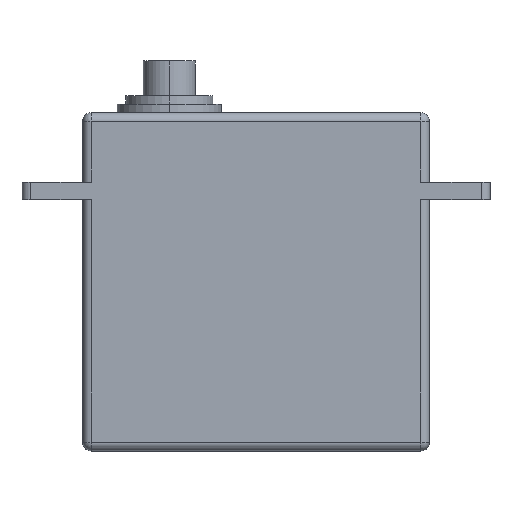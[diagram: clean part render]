
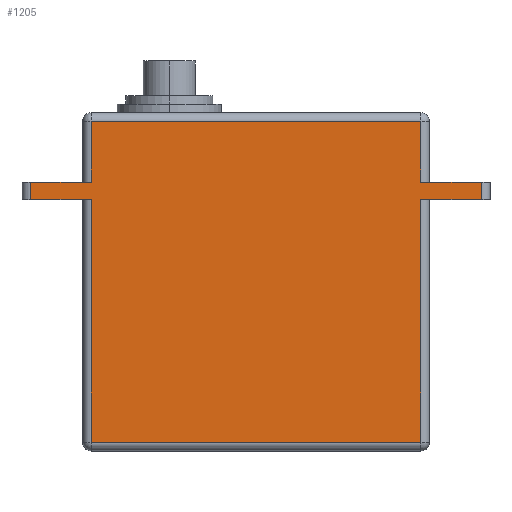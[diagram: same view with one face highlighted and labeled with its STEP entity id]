
A CAD part, top view. The second image highlights one B-rep face of the part: STEP entity #1205.
In plain terms, the highlighted planar face has unit normal (0, 0, 1).
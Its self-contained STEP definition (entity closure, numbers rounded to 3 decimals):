
#42 = VECTOR ( 'NONE', #7885, 1000. ) ;
#207 = DIRECTION ( 'NONE',  ( -1., 0., 0. ) ) ;
#234 = VECTOR ( 'NONE', #281, 1000. ) ;
#281 = DIRECTION ( 'NONE',  ( 0., 1., 0. ) ) ;
#363 = CARTESIAN_POINT ( 'NONE',  ( 19., 18.5, 20. ) ) ;
#390 = EDGE_CURVE ( 'NONE', #8150, #1298, #5002, .T. ) ;
#478 = CARTESIAN_POINT ( 'NONE',  ( 19., 19.5, 20. ) ) ;
#912 = CARTESIAN_POINT ( 'NONE',  ( 19., 9.5, 20. ) ) ;
#948 = PLANE ( 'NONE',  #2950 ) ;
#1067 = ORIENTED_EDGE ( 'NONE', *, *, #3514, .T. ) ;
#1073 = LINE ( 'NONE', #3125, #1794 ) ;
#1128 = VECTOR ( 'NONE', #3930, 1000. ) ;
#1186 = LINE ( 'NONE', #478, #2565 ) ;
#1205 = ADVANCED_FACE ( 'NONE', ( #3752 ), #948, .T. ) ;
#1298 = VERTEX_POINT ( 'NONE', #3668 ) ;
#1342 = VERTEX_POINT ( 'NONE', #7130 ) ;
#1344 = DIRECTION ( 'NONE',  ( 0., -1., 0. ) ) ;
#1426 = EDGE_CURVE ( 'NONE', #3138, #1826, #5716, .T. ) ;
#1530 = VERTEX_POINT ( 'NONE', #4622 ) ;
#1779 = CARTESIAN_POINT ( 'NONE',  ( -19., 9.5, 20. ) ) ;
#1794 = VECTOR ( 'NONE', #2454, 1000. ) ;
#1826 = VERTEX_POINT ( 'NONE', #5129 ) ;
#1859 = CARTESIAN_POINT ( 'NONE',  ( 26., 11.5, 20. ) ) ;
#1983 = EDGE_CURVE ( 'NONE', #4041, #3388, #8769, .T. ) ;
#1988 = VECTOR ( 'NONE', #1344, 1000. ) ;
#2053 = ORIENTED_EDGE ( 'NONE', *, *, #7314, .F. ) ;
#2061 = ORIENTED_EDGE ( 'NONE', *, *, #4915, .T. ) ;
#2130 = ORIENTED_EDGE ( 'NONE', *, *, #1426, .T. ) ;
#2203 = DIRECTION ( 'NONE',  ( 0., 1., 0. ) ) ;
#2299 = CARTESIAN_POINT ( 'NONE',  ( 27., 11.5, 20. ) ) ;
#2454 = DIRECTION ( 'NONE',  ( 1., 0., 0. ) ) ;
#2507 = EDGE_CURVE ( 'NONE', #7208, #1298, #7755, .T. ) ;
#2565 = VECTOR ( 'NONE', #4519, 1000. ) ;
#2577 = VECTOR ( 'NONE', #2203, 1000. ) ;
#2770 = CARTESIAN_POINT ( 'NONE',  ( -19., 11.5, 20. ) ) ;
#2950 = AXIS2_PLACEMENT_3D ( 'NONE', #3045, #4951, #5672 ) ;
#3045 = CARTESIAN_POINT ( 'NONE',  ( 0., 0., 20. ) ) ;
#3125 = CARTESIAN_POINT ( 'NONE',  ( 19., -18.5, 20. ) ) ;
#3137 = VECTOR ( 'NONE', #8582, 1000. ) ;
#3138 = VERTEX_POINT ( 'NONE', #1779 ) ;
#3172 = CARTESIAN_POINT ( 'NONE',  ( -19., -19.5, 20. ) ) ;
#3212 = DIRECTION ( 'NONE',  ( -1., 0., 0. ) ) ;
#3218 = LINE ( 'NONE', #6589, #1988 ) ;
#3287 = ORIENTED_EDGE ( 'NONE', *, *, #5576, .T. ) ;
#3388 = VERTEX_POINT ( 'NONE', #2770 ) ;
#3514 = EDGE_CURVE ( 'NONE', #7208, #7509, #6369, .T. ) ;
#3613 = VERTEX_POINT ( 'NONE', #363 ) ;
#3663 = EDGE_CURVE ( 'NONE', #1826, #8150, #1073, .T. ) ;
#3668 = CARTESIAN_POINT ( 'NONE',  ( 19., 9.5, 20. ) ) ;
#3752 = FACE_OUTER_BOUND ( 'NONE', #6128, .T. ) ;
#3930 = DIRECTION ( 'NONE',  ( 0., -1., 0. ) ) ;
#3956 = CARTESIAN_POINT ( 'NONE',  ( -27., 11.5, 20. ) ) ;
#3971 = CARTESIAN_POINT ( 'NONE',  ( -19., 11.5, 20. ) ) ;
#4041 = VERTEX_POINT ( 'NONE', #5442 ) ;
#4100 = ORIENTED_EDGE ( 'NONE', *, *, #3663, .T. ) ;
#4120 = CARTESIAN_POINT ( 'NONE',  ( -27., 9.5, 20. ) ) ;
#4310 = EDGE_CURVE ( 'NONE', #3613, #4041, #5903, .T. ) ;
#4519 = DIRECTION ( 'NONE',  ( 0., 1., 0. ) ) ;
#4622 = CARTESIAN_POINT ( 'NONE',  ( 19., 11.5, 20. ) ) ;
#4915 = EDGE_CURVE ( 'NONE', #7509, #1530, #5546, .T. ) ;
#4951 = DIRECTION ( 'NONE',  ( 0., 0., 1. ) ) ;
#5002 = LINE ( 'NONE', #912, #2577 ) ;
#5092 = CARTESIAN_POINT ( 'NONE',  ( -26., 9.5, 20. ) ) ;
#5116 = CARTESIAN_POINT ( 'NONE',  ( 26., 0., 20. ) ) ;
#5129 = CARTESIAN_POINT ( 'NONE',  ( -19., -18.5, 20. ) ) ;
#5172 = VERTEX_POINT ( 'NONE', #5092 ) ;
#5286 = LINE ( 'NONE', #3956, #3137 ) ;
#5407 = DIRECTION ( 'NONE',  ( 1., 0., 0. ) ) ;
#5442 = CARTESIAN_POINT ( 'NONE',  ( -19., 18.5, 20. ) ) ;
#5546 = LINE ( 'NONE', #2299, #8662 ) ;
#5576 = EDGE_CURVE ( 'NONE', #1342, #5172, #3218, .T. ) ;
#5625 = ORIENTED_EDGE ( 'NONE', *, *, #2507, .F. ) ;
#5672 = DIRECTION ( 'NONE',  ( 1., 0., 0. ) ) ;
#5716 = LINE ( 'NONE', #3172, #42 ) ;
#5903 = LINE ( 'NONE', #7152, #6476 ) ;
#6040 = VECTOR ( 'NONE', #3212, 1000. ) ;
#6058 = ORIENTED_EDGE ( 'NONE', *, *, #1983, .T. ) ;
#6128 = EDGE_LOOP ( 'NONE', ( #7876, #8068, #6058, #2053, #3287, #8602, #2130, #4100, #8059, #5625, #1067, #2061 ) ) ;
#6369 = LINE ( 'NONE', #5116, #234 ) ;
#6476 = VECTOR ( 'NONE', #7195, 1000. ) ;
#6589 = CARTESIAN_POINT ( 'NONE',  ( -26., 0., 20. ) ) ;
#6879 = LINE ( 'NONE', #4120, #8676 ) ;
#7130 = CARTESIAN_POINT ( 'NONE',  ( -26., 11.5, 20. ) ) ;
#7152 = CARTESIAN_POINT ( 'NONE',  ( -19., 18.5, 20. ) ) ;
#7195 = DIRECTION ( 'NONE',  ( -1., 0., 0. ) ) ;
#7208 = VERTEX_POINT ( 'NONE', #7597 ) ;
#7314 = EDGE_CURVE ( 'NONE', #1342, #3388, #5286, .T. ) ;
#7509 = VERTEX_POINT ( 'NONE', #1859 ) ;
#7524 = EDGE_CURVE ( 'NONE', #1530, #3613, #1186, .T. ) ;
#7597 = CARTESIAN_POINT ( 'NONE',  ( 26., 9.5, 20. ) ) ;
#7630 = CARTESIAN_POINT ( 'NONE',  ( 19., -18.5, 20. ) ) ;
#7755 = LINE ( 'NONE', #7842, #6040 ) ;
#7808 = EDGE_CURVE ( 'NONE', #5172, #3138, #6879, .T. ) ;
#7842 = CARTESIAN_POINT ( 'NONE',  ( 27., 9.5, 20. ) ) ;
#7876 = ORIENTED_EDGE ( 'NONE', *, *, #7524, .T. ) ;
#7885 = DIRECTION ( 'NONE',  ( 0., -1., 0. ) ) ;
#8059 = ORIENTED_EDGE ( 'NONE', *, *, #390, .T. ) ;
#8068 = ORIENTED_EDGE ( 'NONE', *, *, #4310, .T. ) ;
#8150 = VERTEX_POINT ( 'NONE', #7630 ) ;
#8582 = DIRECTION ( 'NONE',  ( 1., 0., 0. ) ) ;
#8602 = ORIENTED_EDGE ( 'NONE', *, *, #7808, .T. ) ;
#8662 = VECTOR ( 'NONE', #207, 1000. ) ;
#8676 = VECTOR ( 'NONE', #5407, 1000. ) ;
#8769 = LINE ( 'NONE', #3971, #1128 ) ;
